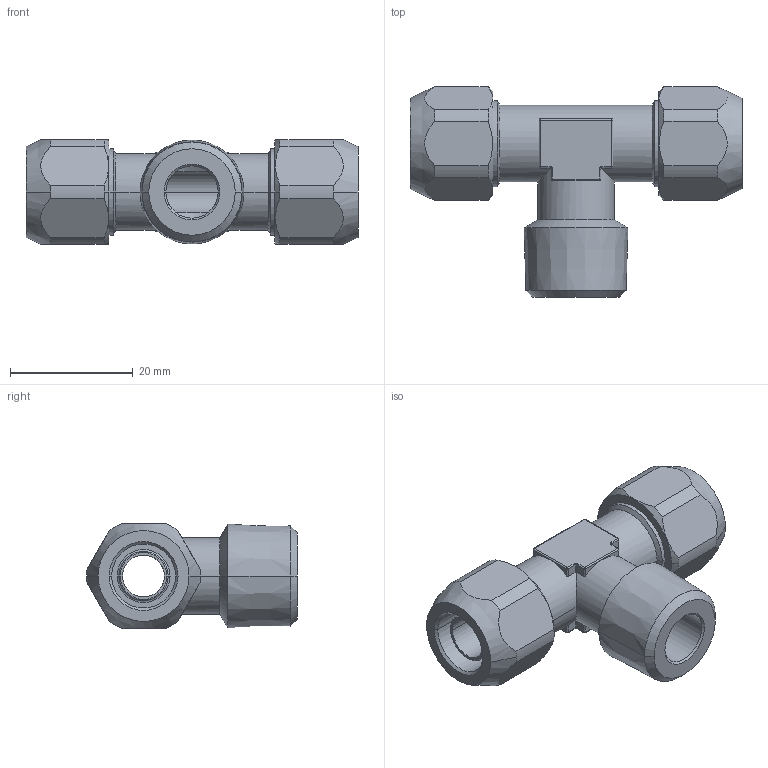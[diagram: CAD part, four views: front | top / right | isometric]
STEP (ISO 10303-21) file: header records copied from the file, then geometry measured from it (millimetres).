
FILE_DESCRIPTION(( 'CX.16.10.38.stp' ), '1');
FILE_NAME( 'CX.16.10.38.stp', '2018-09-04T16:08:33',( 'Sopra'),('sopra-pneumatic.com'), 'SwSTEP 2.0','SolidWorks 2009','' );
FILE_SCHEMA(('CONFIG_CONTROL_DESIGN'));
Length unit declared in the file: millimetre
Products named in the file (1): 361431B_141X4-10-8-3-8K
Bounding box: 54 x 34.25 x 17 mm (x, y, z)
Volume: 9507.2 mm3; surface area: 6613.1 mm2
Topology: 1 solids, 1 shells, 153 faces, 362 edges, 216 vertices
Faces by surface type: cylinder 64, plane 39, cone 26, sphere 12, torus 12
Entity records: 4623 total; most frequent: CARTESIAN_POINT 1044, DIRECTION 778, ORIENTED_EDGE 724, EDGE_CURVE 362, AXIS2_PLACEMENT_3D 317, VERTEX_POINT 216, CIRCLE 164, EDGE_LOOP 162
